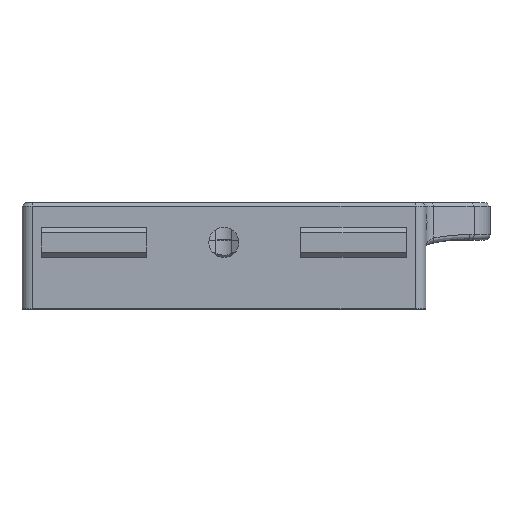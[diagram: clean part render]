
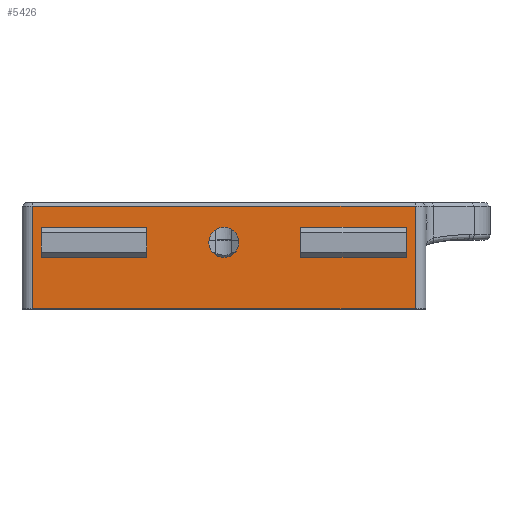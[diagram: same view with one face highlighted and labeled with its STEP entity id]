
A CAD part, top view. The second image highlights one B-rep face of the part: STEP entity #5426.
In plain terms, the highlighted planar face has unit normal (0, 0, 1).
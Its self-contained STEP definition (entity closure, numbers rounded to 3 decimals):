
#260=FACE_BOUND('',#854,.T.);
#261=FACE_BOUND('',#855,.T.);
#262=FACE_BOUND('',#856,.T.);
#359=CIRCLE('',#5866,1.7);
#514=FACE_OUTER_BOUND('',#853,.T.);
#853=EDGE_LOOP('',(#3995,#3996,#3997,#3998));
#854=EDGE_LOOP('',(#3999,#4000,#4001,#4002));
#855=EDGE_LOOP('',(#4003,#4004,#4005,#4006));
#856=EDGE_LOOP('',(#4007));
#1308=LINE('',#8790,#1855);
#1313=LINE('',#8800,#1860);
#1315=LINE('',#8803,#1862);
#1316=LINE('',#8805,#1863);
#1322=LINE('',#8819,#1869);
#1331=LINE('',#8836,#1878);
#1332=LINE('',#8839,#1879);
#1334=LINE('',#8842,#1881);
#1337=LINE('',#8859,#1884);
#1338=LINE('',#8861,#1885);
#1339=LINE('',#8863,#1886);
#1340=LINE('',#8864,#1887);
#1855=VECTOR('',#6714,3.4);
#1860=VECTOR('',#6723,3.4);
#1862=VECTOR('',#6727,11.911);
#1863=VECTOR('',#6730,11.911);
#1869=VECTOR('',#6740,3.4);
#1878=VECTOR('',#6755,11.911);
#1879=VECTOR('',#6758,11.911);
#1881=VECTOR('',#6762,3.4);
#1884=VECTOR('',#6781,43.222);
#1885=VECTOR('',#6782,11.6);
#1886=VECTOR('',#6783,43.222);
#1887=VECTOR('',#6784,11.6);
#2494=VERTEX_POINT('',#8787);
#2495=VERTEX_POINT('',#8789);
#2497=VERTEX_POINT('',#8797);
#2498=VERTEX_POINT('',#8799);
#2503=VERTEX_POINT('',#8816);
#2504=VERTEX_POINT('',#8818);
#2509=VERTEX_POINT('',#8834);
#2510=VERTEX_POINT('',#8838);
#2514=VERTEX_POINT('',#8853);
#2515=VERTEX_POINT('',#8857);
#2516=VERTEX_POINT('',#8858);
#2517=VERTEX_POINT('',#8860);
#2518=VERTEX_POINT('',#8862);
#3031=EDGE_CURVE('',#2494,#2495,#1308,.T.);
#3036=EDGE_CURVE('',#2497,#2498,#1313,.T.);
#3038=EDGE_CURVE('',#2498,#2494,#1315,.T.);
#3039=EDGE_CURVE('',#2495,#2497,#1316,.T.);
#3045=EDGE_CURVE('',#2503,#2504,#1322,.T.);
#3054=EDGE_CURVE('',#2509,#2503,#1331,.T.);
#3055=EDGE_CURVE('',#2504,#2510,#1332,.T.);
#3057=EDGE_CURVE('',#2510,#2509,#1334,.T.);
#3063=EDGE_CURVE('',#2514,#2514,#359,.T.);
#3064=EDGE_CURVE('',#2515,#2516,#1337,.T.);
#3065=EDGE_CURVE('',#2515,#2517,#1338,.T.);
#3066=EDGE_CURVE('',#2517,#2518,#1339,.T.);
#3067=EDGE_CURVE('',#2518,#2516,#1340,.T.);
#3995=ORIENTED_EDGE('',*,*,#3064,.F.);
#3996=ORIENTED_EDGE('',*,*,#3065,.T.);
#3997=ORIENTED_EDGE('',*,*,#3066,.T.);
#3998=ORIENTED_EDGE('',*,*,#3067,.T.);
#3999=ORIENTED_EDGE('',*,*,#3036,.F.);
#4000=ORIENTED_EDGE('',*,*,#3039,.F.);
#4001=ORIENTED_EDGE('',*,*,#3031,.F.);
#4002=ORIENTED_EDGE('',*,*,#3038,.F.);
#4003=ORIENTED_EDGE('',*,*,#3045,.F.);
#4004=ORIENTED_EDGE('',*,*,#3054,.F.);
#4005=ORIENTED_EDGE('',*,*,#3057,.F.);
#4006=ORIENTED_EDGE('',*,*,#3055,.F.);
#4007=ORIENTED_EDGE('',*,*,#3063,.F.);
#5251=PLANE('',#5867);
#5426=ADVANCED_FACE('',(#514,#260,#261,#262),#5251,.F.);
#5866=AXIS2_PLACEMENT_3D('',#8855,#6777,#6778);
#5867=AXIS2_PLACEMENT_3D('',#8856,#6779,#6780);
#6714=DIRECTION('',(0.,1.,0.));
#6723=DIRECTION('',(0.,-1.,0.));
#6727=DIRECTION('',(1.,0.,0.));
#6730=DIRECTION('',(-1.,0.,0.));
#6740=DIRECTION('',(0.,-1.,0.));
#6755=DIRECTION('',(-1.,0.,0.));
#6758=DIRECTION('',(1.,0.,0.));
#6762=DIRECTION('',(0.,1.,0.));
#6777=DIRECTION('center_axis',(0.,0.,1.));
#6778=DIRECTION('ref_axis',(1.,0.,0.));
#6779=DIRECTION('center_axis',(0.,0.,-1.));
#6780=DIRECTION('ref_axis',(0.,-1.,0.));
#6781=DIRECTION('',(-1.,0.,0.));
#6782=DIRECTION('',(0.,1.,0.));
#6783=DIRECTION('',(-1.,0.,0.));
#6784=DIRECTION('',(0.,-1.,0.));
#8787=CARTESIAN_POINT('',(86.,-123.219,-151.566));
#8789=CARTESIAN_POINT('',(86.,-119.819,-151.566));
#8790=CARTESIAN_POINT('',(86.,-123.219,-151.566));
#8797=CARTESIAN_POINT('',(74.089,-119.819,-151.566));
#8799=CARTESIAN_POINT('',(74.089,-123.219,-151.566));
#8800=CARTESIAN_POINT('',(74.089,-119.819,-151.566));
#8803=CARTESIAN_POINT('',(74.089,-123.219,-151.566));
#8805=CARTESIAN_POINT('',(86.,-119.819,-151.566));
#8816=CARTESIAN_POINT('',(44.778,-119.819,-151.566));
#8818=CARTESIAN_POINT('',(44.778,-123.219,-151.566));
#8819=CARTESIAN_POINT('',(44.778,-119.819,-151.566));
#8834=CARTESIAN_POINT('',(56.689,-119.819,-151.566));
#8836=CARTESIAN_POINT('',(56.689,-119.819,-151.566));
#8838=CARTESIAN_POINT('',(56.689,-123.219,-151.566));
#8839=CARTESIAN_POINT('',(44.778,-123.219,-151.566));
#8842=CARTESIAN_POINT('',(56.689,-123.219,-151.566));
#8853=CARTESIAN_POINT('',(65.389,-119.819,-151.566));
#8855=CARTESIAN_POINT('Origin',(65.389,-121.519,-151.566));
#8856=CARTESIAN_POINT('Origin',(88.2,-117.019,-151.566));
#8857=CARTESIAN_POINT('',(87.,-129.019,-151.566));
#8858=CARTESIAN_POINT('',(43.778,-129.019,-151.566));
#8859=CARTESIAN_POINT('',(87.,-129.019,-151.566));
#8860=CARTESIAN_POINT('',(87.,-117.419,-151.566));
#8861=CARTESIAN_POINT('',(87.,-129.019,-151.566));
#8862=CARTESIAN_POINT('',(43.778,-117.419,-151.566));
#8863=CARTESIAN_POINT('',(87.,-117.419,-151.566));
#8864=CARTESIAN_POINT('',(43.778,-117.419,-151.566));
